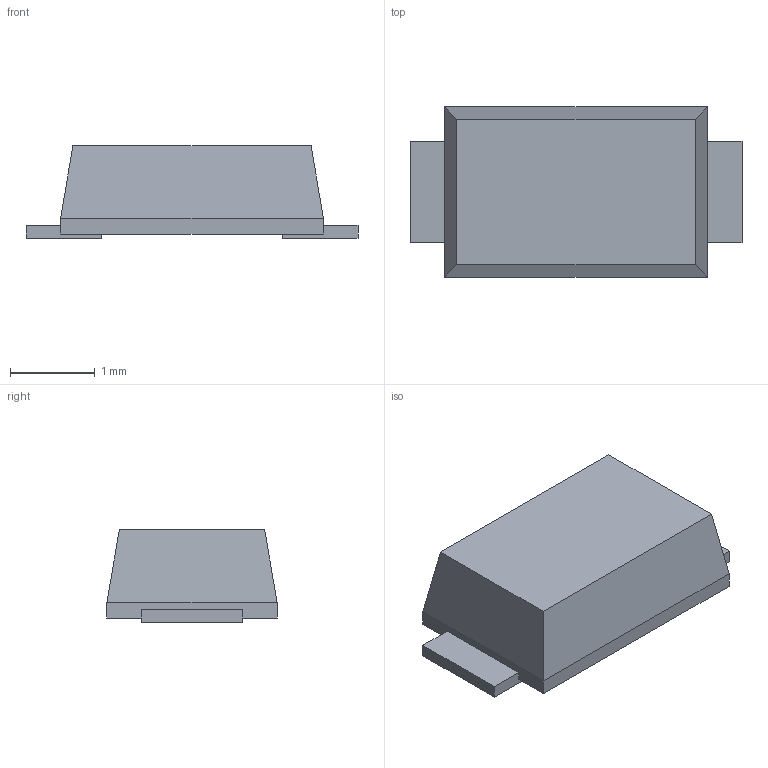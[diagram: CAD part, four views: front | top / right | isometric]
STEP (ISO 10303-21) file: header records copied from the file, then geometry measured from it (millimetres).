
FILE_DESCRIPTION(('STEP AP214'),'1');
FILE_NAME('SOD-123F_LTF','2024-05-22T05:56:01',(''),(''),'','','');
FILE_SCHEMA(('AUTOMOTIVE_DESIGN'));
Length unit declared in the file: millimetre
Products named in the file (1): product
Bounding box: 3.91 x 2.01 x 1.09 mm (x, y, z)
Volume: 6.1 mm3; surface area: 26.6 mm2
Topology: 3 solids, 3 shells, 26 faces, 56 edges, 36 vertices
Faces by surface type: plane 26
Entity records: 822 total; most frequent: ORIENTED_EDGE 112, DIRECTION 110, CARTESIAN_POINT 63, EDGE_CURVE 56, LINE 56, VECTOR 56, VERTEX_POINT 36, AXIS2_PLACEMENT_3D 27
